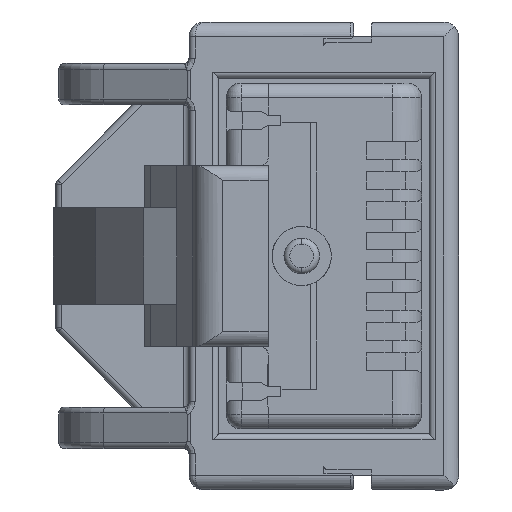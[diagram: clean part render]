
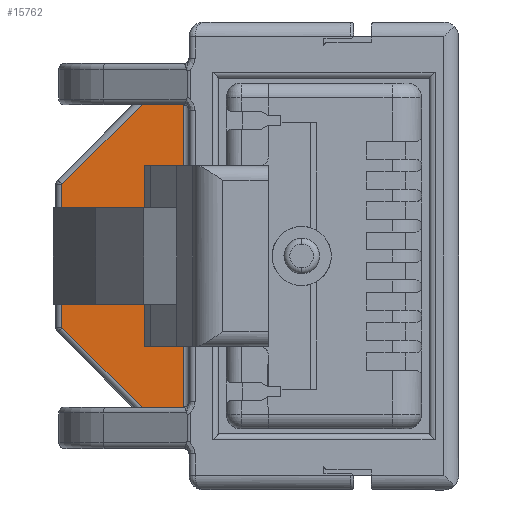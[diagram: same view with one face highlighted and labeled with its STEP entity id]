
A CAD part, left-side view. The second image highlights one B-rep face of the part: STEP entity #15762.
In plain terms, the highlighted planar face has unit normal (-1, 0, 0).
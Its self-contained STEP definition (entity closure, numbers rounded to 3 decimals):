
#650 = VECTOR ( 'NONE', #16995, 1000. ) ;
#1030 = LINE ( 'NONE', #3506, #18226 ) ;
#1406 = FACE_OUTER_BOUND ( 'NONE', #12612, .T. ) ;
#1777 = CARTESIAN_POINT ( 'NONE',  ( 8.047, 20.993, 22.631 ) ) ;
#2427 = LINE ( 'NONE', #13745, #21545 ) ;
#2736 = EDGE_CURVE ( 'NONE', #7420, #10301, #22411, .T. ) ;
#2927 = CARTESIAN_POINT ( 'NONE',  ( 8.047, 25.293, 22.631 ) ) ;
#3330 = DIRECTION ( 'NONE',  ( 0., 1., 0. ) ) ;
#3426 = LINE ( 'NONE', #12908, #11770 ) ;
#3506 = CARTESIAN_POINT ( 'NONE',  ( 8.047, 25.293, 33.231 ) ) ;
#3860 = DIRECTION ( 'NONE',  ( 1., 0., 0. ) ) ;
#4184 = CARTESIAN_POINT ( 'NONE',  ( 8.047, 25.093, 25.514 ) ) ;
#4284 = DIRECTION ( 'NONE',  ( 0., 0., 1. ) ) ;
#5405 = ORIENTED_EDGE ( 'NONE', *, *, #12178, .T. ) ;
#5772 = CARTESIAN_POINT ( 'NONE',  ( 8.047, 22.21, 22.631 ) ) ;
#6704 = DIRECTION ( 'NONE',  ( 0., 0.707, -0.707 ) ) ;
#6776 = ORIENTED_EDGE ( 'NONE', *, *, #18754, .T. ) ;
#6968 = DIRECTION ( 'NONE',  ( 0., -0.707, -0.707 ) ) ;
#7420 = VERTEX_POINT ( 'NONE', #4184 ) ;
#8174 = VERTEX_POINT ( 'NONE', #8470 ) ;
#8470 = CARTESIAN_POINT ( 'NONE',  ( 8.047, 25.093, 30.348 ) ) ;
#9231 = ORIENTED_EDGE ( 'NONE', *, *, #13901, .T. ) ;
#9842 = ORIENTED_EDGE ( 'NONE', *, *, #14384, .T. ) ;
#9857 = LINE ( 'NONE', #15266, #650 ) ;
#10301 = VERTEX_POINT ( 'NONE', #5772 ) ;
#10778 = DIRECTION ( 'NONE',  ( 0., 0., -1. ) ) ;
#11770 = VECTOR ( 'NONE', #4284, 1000. ) ;
#12178 = EDGE_CURVE ( 'NONE', #21228, #8174, #2427, .T. ) ;
#12612 = EDGE_LOOP ( 'NONE', ( #9842, #9231, #6776, #5405, #19519, #15192 ) ) ;
#12908 = CARTESIAN_POINT ( 'NONE',  ( 8.047, 20.993, 22.431 ) ) ;
#13526 = AXIS2_PLACEMENT_3D ( 'NONE', #19845, #3860, #10778 ) ;
#13648 = CARTESIAN_POINT ( 'NONE',  ( 8.047, 20.993, 33.231 ) ) ;
#13745 = CARTESIAN_POINT ( 'NONE',  ( 8.047, 25.152, 30.29 ) ) ;
#13901 = EDGE_CURVE ( 'NONE', #22255, #14089, #3426, .T. ) ;
#13928 = EDGE_CURVE ( 'NONE', #8174, #7420, #9857, .T. ) ;
#14089 = VERTEX_POINT ( 'NONE', #13648 ) ;
#14384 = EDGE_CURVE ( 'NONE', #10301, #22255, #17307, .T. ) ;
#15057 = VECTOR ( 'NONE', #15317, 1000. ) ;
#15192 = ORIENTED_EDGE ( 'NONE', *, *, #2736, .T. ) ;
#15266 = CARTESIAN_POINT ( 'NONE',  ( 8.047, 25.093, 25.431 ) ) ;
#15317 = DIRECTION ( 'NONE',  ( 0., -1., 0. ) ) ;
#15547 = CARTESIAN_POINT ( 'NONE',  ( 8.047, 22.21, 33.231 ) ) ;
#15762 = ADVANCED_FACE ( 'NONE', ( #1406 ), #19545, .F. ) ;
#16995 = DIRECTION ( 'NONE',  ( 0., 0., -1. ) ) ;
#17154 = VECTOR ( 'NONE', #6968, 1000. ) ;
#17307 = LINE ( 'NONE', #2927, #15057 ) ;
#18226 = VECTOR ( 'NONE', #3330, 1000. ) ;
#18754 = EDGE_CURVE ( 'NONE', #14089, #21228, #1030, .T. ) ;
#19519 = ORIENTED_EDGE ( 'NONE', *, *, #13928, .T. ) ;
#19545 = PLANE ( 'NONE',  #13526 ) ;
#19845 = CARTESIAN_POINT ( 'NONE',  ( 8.047, 25.293, 22.431 ) ) ;
#21228 = VERTEX_POINT ( 'NONE', #15547 ) ;
#21545 = VECTOR ( 'NONE', #6704, 1000. ) ;
#22255 = VERTEX_POINT ( 'NONE', #1777 ) ;
#22411 = LINE ( 'NONE', #22817, #17154 ) ;
#22817 = CARTESIAN_POINT ( 'NONE',  ( 8.047, 22.152, 22.573 ) ) ;
